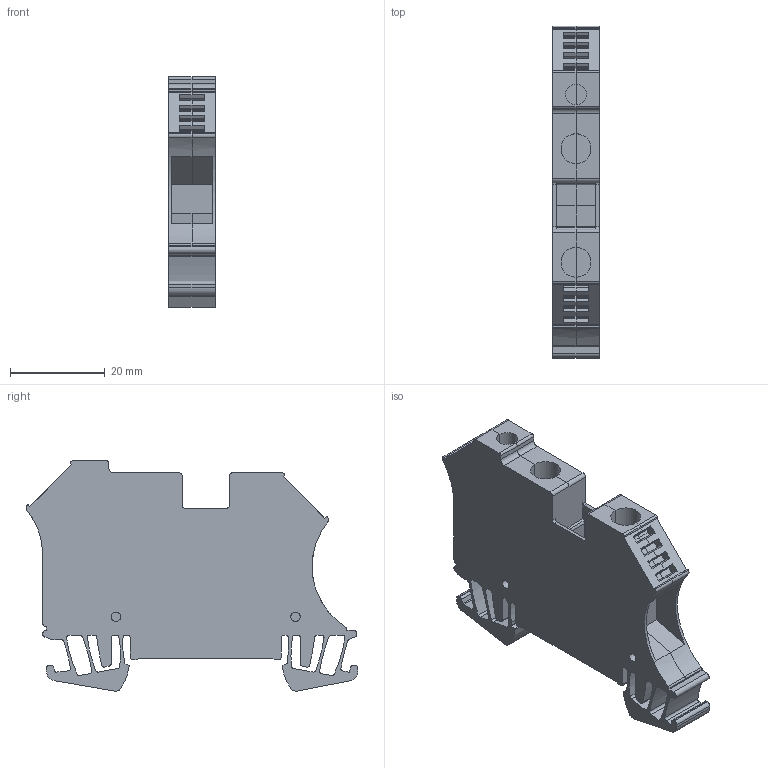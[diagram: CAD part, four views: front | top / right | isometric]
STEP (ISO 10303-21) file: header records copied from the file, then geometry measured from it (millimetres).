
FILE_DESCRIPTION(('CATIA V5R20 STEP214','CAx-IF Rec.Pracs.--- Model Styling and Organization---1.2---2011-12-15'),'2;1');
FILE_NAME ('361450_1', '2016-03-22T13:35:58+00:00', ('Weidmueller Interface'), ('Weidmueller'), 'CATIA Version 5-6 Release 2014 SP4', 'CATIA V5 STEP AP214', 'none');
FILE_SCHEMA(('AUTOMOTIVE_DESIGN { 1 0 10303 214 1 1 1 1 }'));
Length unit declared in the file: millimetre
Products named in the file (1): 32702_WDU10_ZR_BL
Bounding box: 9.9 x 70.2 x 48.75 mm (x, y, z)
Volume: 18614.3 mm3; surface area: 10511 mm2
Topology: 1 solids, 1 shells, 426 faces, 1198 edges, 779 vertices
Faces by surface type: plane 302, cylinder 124
Entity records: 13525 total; most frequent: ORIENTED_EDGE 2396, CARTESIAN_POINT 2341, DIRECTION 1924, EDGE_CURVE 1198, VECTOR 958, LINE 958, VERTEX_POINT 779, AXIS2_PLACEMENT_3D 604
